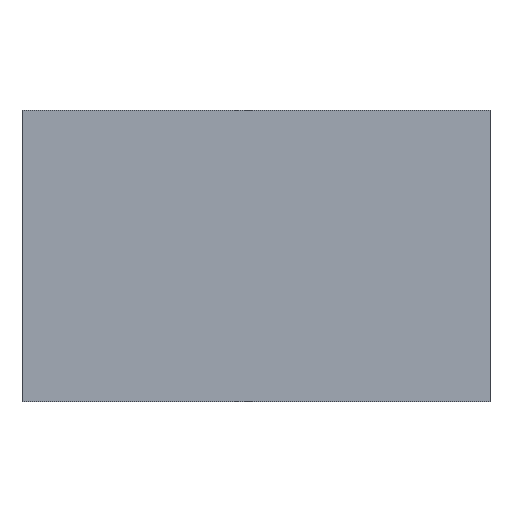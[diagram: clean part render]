
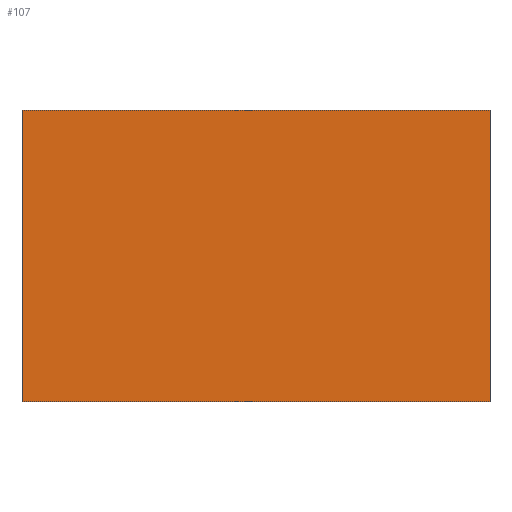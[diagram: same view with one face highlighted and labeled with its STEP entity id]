
A CAD part, front view. The second image highlights one B-rep face of the part: STEP entity #107.
In plain terms, the highlighted planar face has unit normal (0, -1, 0).
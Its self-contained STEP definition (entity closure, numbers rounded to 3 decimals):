
#7 = FACE_OUTER_BOUND ( 'NONE', #37, .T. ) ;
#9 = DIRECTION ( 'NONE',  ( 0., 0., 1. ) ) ;
#16 = AXIS2_PLACEMENT_3D ( 'NONE', #136, #205, #9 ) ;
#25 = LINE ( 'NONE', #173, #66 ) ;
#30 = CARTESIAN_POINT ( 'NONE',  ( -22.5, 0., -14. ) ) ;
#36 = DIRECTION ( 'NONE',  ( 0., 0., 1. ) ) ;
#37 = EDGE_LOOP ( 'NONE', ( #150, #125, #148, #102 ) ) ;
#44 = CARTESIAN_POINT ( 'NONE',  ( 22.5, 0., 14. ) ) ;
#46 = DIRECTION ( 'NONE',  ( -1., 0., 0. ) ) ;
#49 = CARTESIAN_POINT ( 'NONE',  ( -22.5, 0., 14. ) ) ;
#57 = VECTOR ( 'NONE', #187, 1000. ) ;
#64 = EDGE_CURVE ( 'NONE', #79, #237, #126, .T. ) ;
#65 = DIRECTION ( 'NONE',  ( 0., 0., -1. ) ) ;
#66 = VECTOR ( 'NONE', #46, 1000. ) ;
#67 = VERTEX_POINT ( 'NONE', #30 ) ;
#72 = EDGE_CURVE ( 'NONE', #118, #79, #82, .T. ) ;
#79 = VERTEX_POINT ( 'NONE', #87 ) ;
#82 = LINE ( 'NONE', #184, #57 ) ;
#87 = CARTESIAN_POINT ( 'NONE',  ( 22.5, 0., 14. ) ) ;
#90 = LINE ( 'NONE', #209, #95 ) ;
#93 = EDGE_CURVE ( 'NONE', #237, #67, #25, .T. ) ;
#95 = VECTOR ( 'NONE', #36, 1000. ) ;
#102 = ORIENTED_EDGE ( 'NONE', *, *, #72, .F. ) ;
#104 = VECTOR ( 'NONE', #65, 1000. ) ;
#107 = ADVANCED_FACE ( 'NONE', ( #7 ), #156, .F. ) ;
#118 = VERTEX_POINT ( 'NONE', #49 ) ;
#125 = ORIENTED_EDGE ( 'NONE', *, *, #93, .F. ) ;
#126 = LINE ( 'NONE', #44, #104 ) ;
#136 = CARTESIAN_POINT ( 'NONE',  ( 0., 0., 0. ) ) ;
#148 = ORIENTED_EDGE ( 'NONE', *, *, #64, .F. ) ;
#150 = ORIENTED_EDGE ( 'NONE', *, *, #155, .F. ) ;
#155 = EDGE_CURVE ( 'NONE', #67, #118, #90, .T. ) ;
#156 = PLANE ( 'NONE',  #16 ) ;
#173 = CARTESIAN_POINT ( 'NONE',  ( 22.5, 0., -14. ) ) ;
#184 = CARTESIAN_POINT ( 'NONE',  ( 22.5, 0., 14. ) ) ;
#187 = DIRECTION ( 'NONE',  ( 1., 0., 0. ) ) ;
#195 = CARTESIAN_POINT ( 'NONE',  ( 22.5, 0., -14. ) ) ;
#205 = DIRECTION ( 'NONE',  ( 0., 1., 0. ) ) ;
#209 = CARTESIAN_POINT ( 'NONE',  ( -22.5, 0., 14. ) ) ;
#237 = VERTEX_POINT ( 'NONE', #195 ) ;
